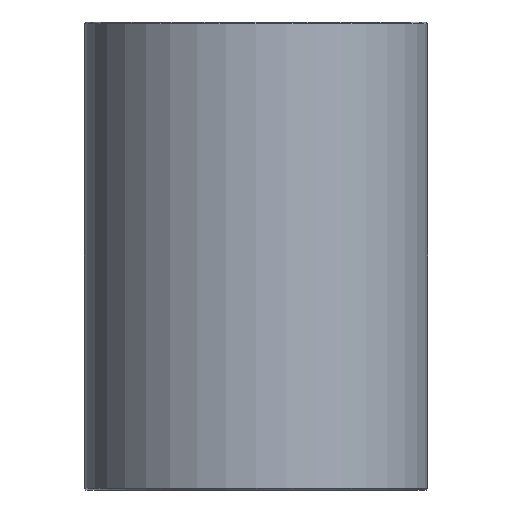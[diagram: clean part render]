
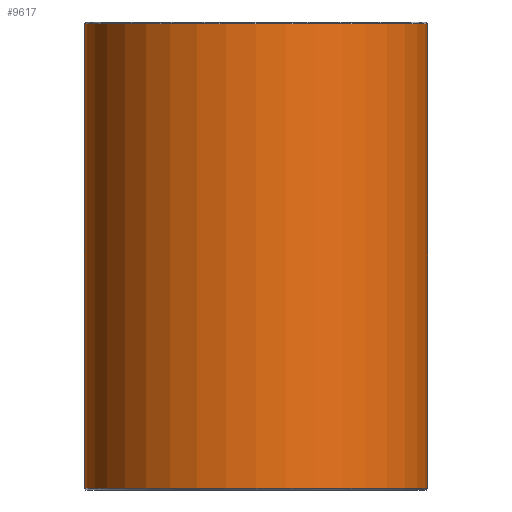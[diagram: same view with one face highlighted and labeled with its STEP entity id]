
A CAD part, front view. The second image highlights one B-rep face of the part: STEP entity #9617.
In plain terms, the highlighted cylindrical face has radius 27.94 mm (diameter 55.88 mm), a partial arc.
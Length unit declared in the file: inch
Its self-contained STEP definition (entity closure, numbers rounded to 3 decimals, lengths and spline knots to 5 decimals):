
#988 = VECTOR ( 'NONE', #16186, 39.37008 ) ;
#1619 = ORIENTED_EDGE ( 'NONE', *, *, #17640, .T. ) ;
#1700 = CARTESIAN_POINT ( 'NONE',  ( -1.1, 0., 0.01 ) ) ;
#2598 = VERTEX_POINT ( 'NONE', #5258 ) ;
#2977 = DIRECTION ( 'NONE',  ( 0., 0., -1. ) ) ;
#3666 = VECTOR ( 'NONE', #3687, 39.37008 ) ;
#3687 = DIRECTION ( 'NONE',  ( 0., 0., 1. ) ) ;
#4201 = FACE_OUTER_BOUND ( 'NONE', #12911, .T. ) ;
#4938 = LINE ( 'NONE', #17631, #988 ) ;
#5258 = CARTESIAN_POINT ( 'NONE',  ( 1.1, 0., 0.01 ) ) ;
#5520 = VERTEX_POINT ( 'NONE', #1700 ) ;
#5822 = DIRECTION ( 'NONE',  ( 1., 0., 0. ) ) ;
#6296 = CYLINDRICAL_SURFACE ( 'NONE', #6367, 1.1 ) ;
#6367 = AXIS2_PLACEMENT_3D ( 'NONE', #8750, #10157, #5822 ) ;
#6809 = CARTESIAN_POINT ( 'NONE',  ( 0., 0., 0.01 ) ) ;
#6876 = AXIS2_PLACEMENT_3D ( 'NONE', #6809, #17118, #8273 ) ;
#7584 = VERTEX_POINT ( 'NONE', #17545 ) ;
#7670 = LINE ( 'NONE', #14038, #3666 ) ;
#8273 = DIRECTION ( 'NONE',  ( 1., 0., 0. ) ) ;
#8682 = CARTESIAN_POINT ( 'NONE',  ( -1.1, 0., 2.99 ) ) ;
#8750 = CARTESIAN_POINT ( 'NONE',  ( 0., 0., 3.12 ) ) ;
#9564 = VERTEX_POINT ( 'NONE', #8682 ) ;
#9617 = ADVANCED_FACE ( 'NONE', ( #4201 ), #6296, .T. ) ;
#9996 = CIRCLE ( 'NONE', #12707, 1.1 ) ;
#10157 = DIRECTION ( 'NONE',  ( 0., 0., 1. ) ) ;
#10757 = ORIENTED_EDGE ( 'NONE', *, *, #16394, .T. ) ;
#11868 = CARTESIAN_POINT ( 'NONE',  ( 0., 0., 2.99 ) ) ;
#12707 = AXIS2_PLACEMENT_3D ( 'NONE', #11868, #2977, #13335 ) ;
#12911 = EDGE_LOOP ( 'NONE', ( #16745, #1619, #10757, #17290 ) ) ;
#13335 = DIRECTION ( 'NONE',  ( -1., 0., 0. ) ) ;
#14038 = CARTESIAN_POINT ( 'NONE',  ( -1.1, 0., 3.12 ) ) ;
#14213 = EDGE_CURVE ( 'NONE', #7584, #9564, #9996, .T. ) ;
#15010 = CIRCLE ( 'NONE', #6876, 1.1 ) ;
#16186 = DIRECTION ( 'NONE',  ( 0., 0., 1. ) ) ;
#16394 = EDGE_CURVE ( 'NONE', #2598, #7584, #4938, .T. ) ;
#16745 = ORIENTED_EDGE ( 'NONE', *, *, #17636, .F. ) ;
#17118 = DIRECTION ( 'NONE',  ( 0., 0., 1. ) ) ;
#17290 = ORIENTED_EDGE ( 'NONE', *, *, #14213, .T. ) ;
#17545 = CARTESIAN_POINT ( 'NONE',  ( 1.1, 0., 2.99 ) ) ;
#17631 = CARTESIAN_POINT ( 'NONE',  ( 1.1, 0., 3.12 ) ) ;
#17636 = EDGE_CURVE ( 'NONE', #5520, #9564, #7670, .T. ) ;
#17640 = EDGE_CURVE ( 'NONE', #5520, #2598, #15010, .T. ) ;
